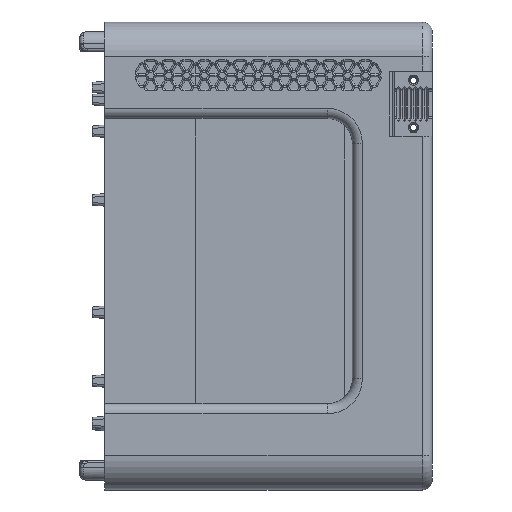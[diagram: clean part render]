
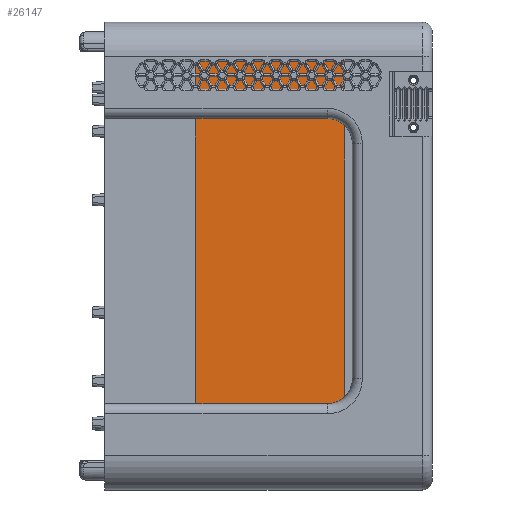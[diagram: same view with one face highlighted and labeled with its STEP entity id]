
A CAD part, top view. The second image highlights one B-rep face of the part: STEP entity #26147.
In plain terms, the highlighted planar face has unit normal (-0.025, 0, 1).
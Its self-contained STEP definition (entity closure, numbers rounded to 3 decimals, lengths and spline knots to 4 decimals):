
#973=PLANE('',#29218);
#1201=LINE('',#44678,#2990);
#2603=LINE('',#59147,#4392);
#2615=LINE('',#59194,#4404);
#2616=LINE('',#59196,#4405);
#2990=VECTOR('',#29900,0.3937);
#4392=VECTOR('',#36482,0.3937);
#4404=VECTOR('',#36552,0.3937);
#4405=VECTOR('',#36555,0.3937);
#6717=FACE_OUTER_BOUND('',#8493,.T.);
#8493=EDGE_LOOP('',(#23057,#23058,#23059,#23060));
#10880=VERTEX_POINT('',#44675);
#10881=VERTEX_POINT('',#44677);
#12724=VERTEX_POINT('',#59144);
#12725=VERTEX_POINT('',#59146);
#13221=EDGE_CURVE('',#10880,#10881,#1201,.T.);
#16325=EDGE_CURVE('',#12724,#12725,#2603,.T.);
#16349=EDGE_CURVE('',#12724,#10881,#2615,.T.);
#16350=EDGE_CURVE('',#12725,#10880,#2616,.T.);
#23057=ORIENTED_EDGE('',*,*,#16325,.F.);
#23058=ORIENTED_EDGE('',*,*,#16349,.T.);
#23059=ORIENTED_EDGE('',*,*,#13221,.F.);
#23060=ORIENTED_EDGE('',*,*,#16350,.F.);
#26147=ADVANCED_FACE('',(#6717),#973,.T.);
#29218=AXIS2_PLACEMENT_3D('',#59195,#36553,#36554);
#29900=DIRECTION('',(1.,0.,0.025));
#36482=DIRECTION('',(-1.,0.,-0.025));
#36552=DIRECTION('',(0.,1.,0.));
#36553=DIRECTION('center_axis',(-0.025,0.,
1.));
#36554=DIRECTION('ref_axis',(0.,1.,0.));
#36555=DIRECTION('',(0.,1.,0.));
#44675=CARTESIAN_POINT('',(1.9189,4.0203,-0.4101));
#44677=CARTESIAN_POINT('',(4.9189,4.0203,-0.3351));
#44678=CARTESIAN_POINT('',(5.3774,4.0203,-0.3237));
#59144=CARTESIAN_POINT('',(4.9189,-3.8703,-0.3351));
#59146=CARTESIAN_POINT('',(1.9189,-3.8703,-0.4101));
#59147=CARTESIAN_POINT('',(5.3677,-3.8703,-0.3239));
#59194=CARTESIAN_POINT('',(4.9189,-1.9227,-0.3351));
#59195=CARTESIAN_POINT('Origin',(4.9189,-3.9203,-0.3351));
#59196=CARTESIAN_POINT('',(1.9189,0.075,-0.4101));
